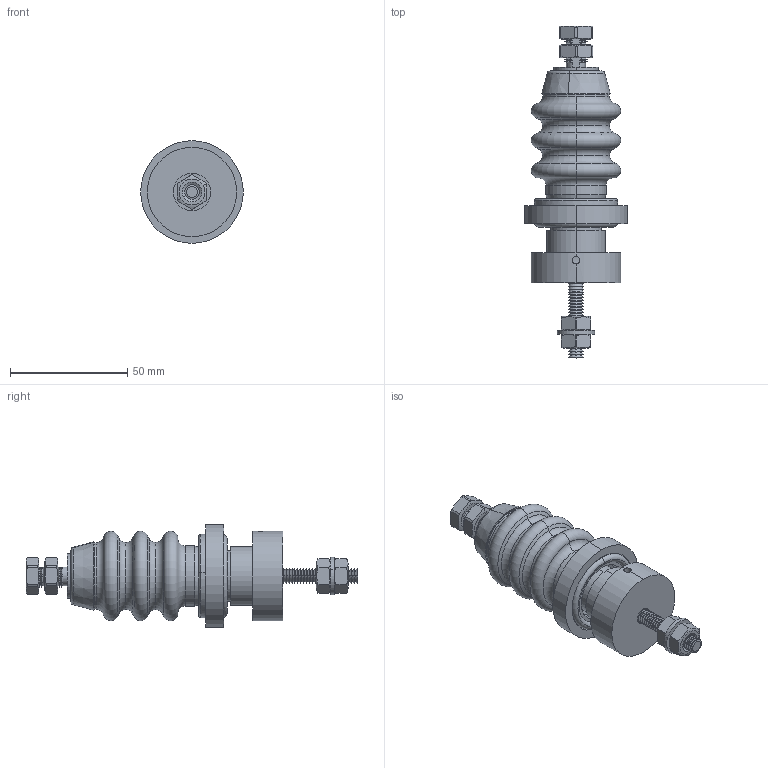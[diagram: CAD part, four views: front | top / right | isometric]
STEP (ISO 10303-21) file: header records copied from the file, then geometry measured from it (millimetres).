
FILE_DESCRIPTION (( 'STEP AP203' ), '1' );
FILE_NAME ('A5035-1-W.STEP', '2019-06-11T15:38:07', ( '' ), ( '' ), 'SwSTEP 2.0', 'SolidWorks 2019', '' );
FILE_SCHEMA (( 'CONFIG_CONTROL_DESIGN' ));
Length unit declared in the file: inch
Products named in the file (2): A5035-1-W
Bounding box: 43.81 x 141.67 x 43.81 mm (x, y, z)
Volume: 71891.8 mm3; surface area: 28636.2 mm2
Topology: 1 solids, 13 shells, 542 faces, 1307 edges, 774 vertices
Faces by surface type: cone 344, cylinder 83, torus 58, plane 57
Entity records: 16613 total; most frequent: CARTESIAN_POINT 3573, DIRECTION 2950, ORIENTED_EDGE 2610, EDGE_CURVE 1305, AXIS2_PLACEMENT_3D 1261, VERTEX_POINT 774, CIRCLE 717, EDGE_LOOP 571
